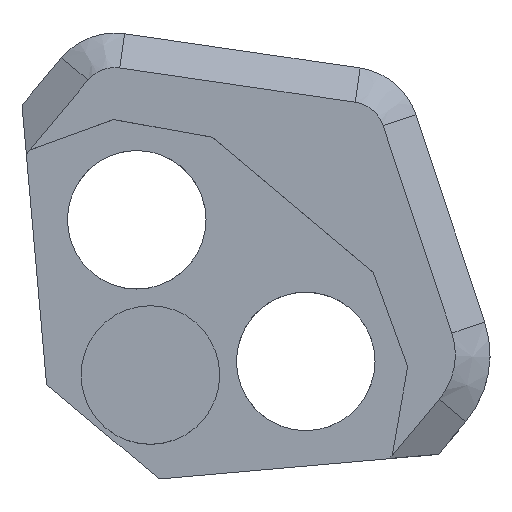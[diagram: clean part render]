
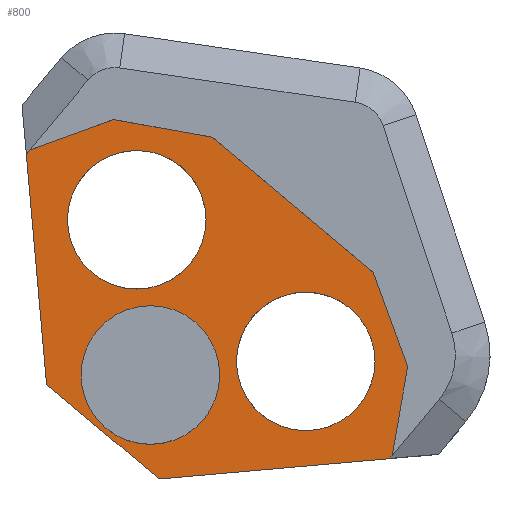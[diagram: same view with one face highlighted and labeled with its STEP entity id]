
A CAD part, top view. The second image highlights one B-rep face of the part: STEP entity #800.
In plain terms, the highlighted planar face has unit normal (0, 0, 1).
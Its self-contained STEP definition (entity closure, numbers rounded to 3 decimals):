
#23=FACE_BOUND('',#128,.T.);
#24=FACE_BOUND('',#129,.T.);
#25=FACE_BOUND('',#130,.T.);
#43=CIRCLE('',#879,2.);
#46=CIRCLE('',#883,2.);
#50=CIRCLE('',#889,2.);
#51=CIRCLE('',#890,2.);
#52=CIRCLE('',#891,2.);
#53=CIRCLE('',#892,2.);
#81=FACE_OUTER_BOUND('',#127,.T.);
#127=EDGE_LOOP('',(#611,#612,#613,#614,#615,#616,#617,#618,#619,#620));
#128=EDGE_LOOP('',(#621));
#129=EDGE_LOOP('',(#622));
#130=EDGE_LOOP('',(#623));
#185=LINE('',#1241,#274);
#190=LINE('',#1253,#279);
#197=LINE('',#1269,#286);
#205=LINE('',#1297,#294);
#206=LINE('',#1301,#295);
#207=LINE('',#1305,#296);
#208=LINE('',#1308,#297);
#274=VECTOR('',#992,10.);
#279=VECTOR('',#1001,10.);
#286=VECTOR('',#1012,10.);
#294=VECTOR('',#1042,10.);
#295=VECTOR('',#1045,10.);
#296=VECTOR('',#1048,10.);
#297=VECTOR('',#1051,10.);
#362=VERTEX_POINT('',#1239);
#363=VERTEX_POINT('',#1240);
#368=VERTEX_POINT('',#1252);
#375=VERTEX_POINT('',#1267);
#376=VERTEX_POINT('',#1272);
#378=VERTEX_POINT('',#1279);
#384=VERTEX_POINT('',#1296);
#385=VERTEX_POINT('',#1298);
#386=VERTEX_POINT('',#1300);
#387=VERTEX_POINT('',#1302);
#388=VERTEX_POINT('',#1304);
#389=VERTEX_POINT('',#1306);
#390=VERTEX_POINT('',#1309);
#439=EDGE_CURVE('',#362,#363,#185,.T.);
#445=EDGE_CURVE('',#368,#363,#190,.T.);
#453=EDGE_CURVE('',#362,#375,#197,.T.);
#455=EDGE_CURVE('',#376,#376,#43,.T.);
#459=EDGE_CURVE('',#378,#378,#46,.T.);
#468=EDGE_CURVE('',#384,#375,#205,.T.);
#469=EDGE_CURVE('',#385,#384,#50,.T.);
#470=EDGE_CURVE('',#386,#385,#206,.T.);
#471=EDGE_CURVE('',#387,#386,#51,.T.);
#472=EDGE_CURVE('',#388,#387,#207,.T.);
#473=EDGE_CURVE('',#389,#388,#52,.T.);
#474=EDGE_CURVE('',#368,#389,#208,.T.);
#475=EDGE_CURVE('',#390,#390,#53,.T.);
#611=ORIENTED_EDGE('',*,*,#439,.F.);
#612=ORIENTED_EDGE('',*,*,#453,.T.);
#613=ORIENTED_EDGE('',*,*,#468,.F.);
#614=ORIENTED_EDGE('',*,*,#469,.F.);
#615=ORIENTED_EDGE('',*,*,#470,.F.);
#616=ORIENTED_EDGE('',*,*,#471,.F.);
#617=ORIENTED_EDGE('',*,*,#472,.F.);
#618=ORIENTED_EDGE('',*,*,#473,.F.);
#619=ORIENTED_EDGE('',*,*,#474,.F.);
#620=ORIENTED_EDGE('',*,*,#445,.T.);
#621=ORIENTED_EDGE('',*,*,#455,.T.);
#622=ORIENTED_EDGE('',*,*,#459,.T.);
#623=ORIENTED_EDGE('',*,*,#475,.T.);
#764=PLANE('',#888);
#800=ADVANCED_FACE('',(#81,#23,#24,#25),#764,.F.);
#879=AXIS2_PLACEMENT_3D('',#1273,#1016,#1017);
#883=AXIS2_PLACEMENT_3D('',#1280,#1025,#1026);
#888=AXIS2_PLACEMENT_3D('',#1295,#1040,#1041);
#889=AXIS2_PLACEMENT_3D('',#1299,#1043,#1044);
#890=AXIS2_PLACEMENT_3D('',#1303,#1046,#1047);
#891=AXIS2_PLACEMENT_3D('',#1307,#1049,#1050);
#892=AXIS2_PLACEMENT_3D('',#1310,#1052,#1053);
#992=DIRECTION('',(-0.766,0.642,0.));
#1001=DIRECTION('',(0.088,-0.996,0.));
#1012=DIRECTION('',(0.996,0.088,0.));
#1016=DIRECTION('center_axis',(0.,0.,-1.));
#1017=DIRECTION('ref_axis',(-1.,0.,0.));
#1025=DIRECTION('center_axis',(0.,0.,-1.));
#1026=DIRECTION('ref_axis',(-1.,0.,0.));
#1040=DIRECTION('center_axis',(0.,0.,-1.));
#1041=DIRECTION('ref_axis',(1.,0.,0.));
#1042=DIRECTION('',(-0.642,-0.766,0.));
#1043=DIRECTION('center_axis',(0.,0.,-1.));
#1044=DIRECTION('ref_axis',(0.766,-0.642,0.));
#1045=DIRECTION('',(0.315,-0.949,0.));
#1046=DIRECTION('center_axis',(0.,0.,-1.));
#1047=DIRECTION('ref_axis',(0.949,0.315,0.));
#1048=DIRECTION('',(0.99,-0.144,0.));
#1049=DIRECTION('center_axis',(0.,0.,-1.));
#1050=DIRECTION('ref_axis',(0.144,0.99,0.));
#1051=DIRECTION('',(0.642,0.766,0.));
#1052=DIRECTION('center_axis',(0.,0.,-1.));
#1053=DIRECTION('ref_axis',(1.,0.,0.));
#1239=CARTESIAN_POINT('',(-42.309,40.554,0.));
#1240=CARTESIAN_POINT('',(-45.561,43.279,0.));
#1241=CARTESIAN_POINT('',(-43.814,41.815,0.));
#1252=CARTESIAN_POINT('',(-46.147,49.932,0.));
#1253=CARTESIAN_POINT('',(-45.473,42.282,0.));
#1267=CARTESIAN_POINT('',(-35.658,41.139,0.));
#1269=CARTESIAN_POINT('',(-37.067,41.015,0.));
#1272=CARTESIAN_POINT('',(-36.082,43.947,0.));
#1273=CARTESIAN_POINT('Origin',(-38.082,43.947,0.));
#1279=CARTESIAN_POINT('',(-40.959,48.035,0.));
#1280=CARTESIAN_POINT('Origin',(-42.959,48.035,0.));
#1295=CARTESIAN_POINT('Origin',(-43.271,42.218,0.));
#1296=CARTESIAN_POINT('',(-34.229,42.844,0.));
#1297=CARTESIAN_POINT('',(-38.924,37.243,0.));
#1298=CARTESIAN_POINT('',(-33.864,44.759,0.));
#1299=CARTESIAN_POINT('Origin',(-35.762,44.129,0.));
#1300=CARTESIAN_POINT('',(-35.656,50.16,0.));
#1301=CARTESIAN_POINT('',(-33.951,45.021,0.));
#1302=CARTESIAN_POINT('',(-37.266,51.51,0.));
#1303=CARTESIAN_POINT('Origin',(-37.555,49.53,0.));
#1304=CARTESIAN_POINT('',(-42.898,52.33,0.));
#1305=CARTESIAN_POINT('',(-39.544,51.841,0.));
#1306=CARTESIAN_POINT('',(-44.719,51.635,0.));
#1307=CARTESIAN_POINT('Origin',(-43.186,50.351,0.));
#1308=CARTESIAN_POINT('',(-46.738,49.226,0.));
#1309=CARTESIAN_POINT('',(-44.564,43.552,0.));
#1310=CARTESIAN_POINT('Origin',(-42.564,43.552,0.));
